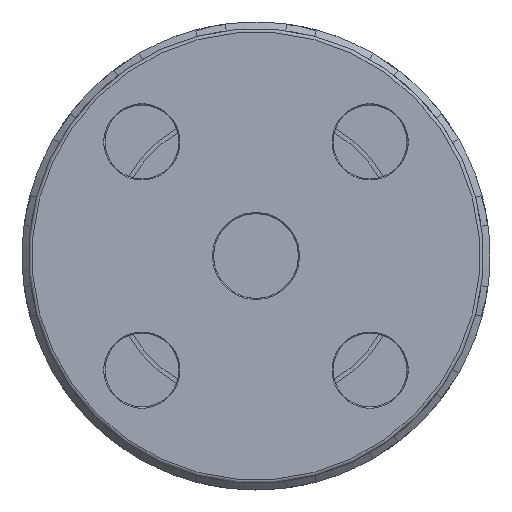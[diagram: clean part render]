
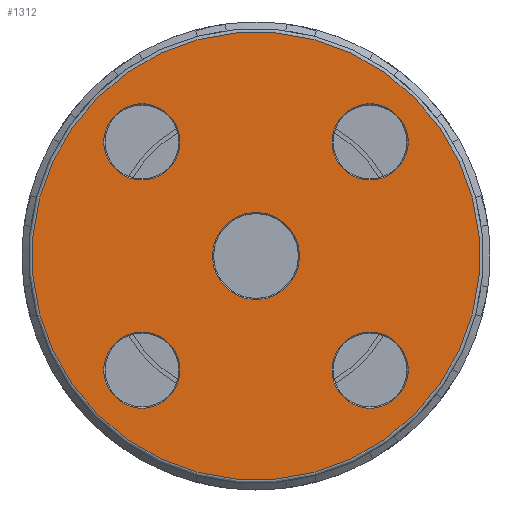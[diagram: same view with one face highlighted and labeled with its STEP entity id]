
A CAD part, front view. The second image highlights one B-rep face of the part: STEP entity #1312.
In plain terms, the highlighted planar face has unit normal (0, -1, 0).
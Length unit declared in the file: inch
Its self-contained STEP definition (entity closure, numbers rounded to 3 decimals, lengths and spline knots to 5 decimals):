
#1206=CARTESIAN_POINT('',(1.35057,-3.814,1.35057));
#1207=VERTEX_POINT('',#1206);
#1208=CARTESIAN_POINT('',(0.,-3.814,0.));
#1209=DIRECTION('',(0.,1.,0.));
#1210=DIRECTION('',(-0.707,0.,-0.707));
#1211=AXIS2_PLACEMENT_3D('',#1208,#1209,#1210);
#1212=CIRCLE('',#1211,1.91);
#1213=EDGE_CURVE('',#1207,#1207,#1212,.T.);
#1249=CARTESIAN_POINT('',(0.81353,-3.814,0.81353));
#1250=DIRECTION('',(0.0,-1.0,0.0));
#1251=DIRECTION('',(0.707,0.0,-0.707));
#1252=AXIS2_PLACEMENT_3D('',#1249,#1250,#1251);
#1253=PLANE('',#1252);
#1254=ORIENTED_EDGE('',*,*,#1213,.F.);
#1255=EDGE_LOOP('',(#1254));
#1256=FACE_OUTER_BOUND('',#1255,.T.);
#1257=CARTESIAN_POINT('',(-0.74246,-3.814,-1.20208));
#1258=VERTEX_POINT('',#1257);
#1259=CARTESIAN_POINT('',(-0.97227,-3.814,-0.97227));
#1260=DIRECTION('',(0.,-1.0,0.));
#1261=DIRECTION('',(-0.707,0.,0.707));
#1262=AXIS2_PLACEMENT_3D('',#1259,#1260,#1261);
#1263=CIRCLE('',#1262,0.325);
#1264=EDGE_CURVE('',#1258,#1258,#1263,.T.);
#1265=ORIENTED_EDGE('',*,*,#1264,.F.);
#1266=EDGE_LOOP('',(#1265));
#1267=FACE_BOUND('',#1266,.T.);
#1268=CARTESIAN_POINT('',(-1.20208,-3.814,0.74246));
#1269=VERTEX_POINT('',#1268);
#1270=CARTESIAN_POINT('',(-0.97227,-3.814,0.97227));
#1271=DIRECTION('',(0.,-1.0,0.));
#1272=DIRECTION('',(0.707,0.,0.707));
#1273=AXIS2_PLACEMENT_3D('',#1270,#1271,#1272);
#1274=CIRCLE('',#1273,0.325);
#1275=EDGE_CURVE('',#1269,#1269,#1274,.T.);
#1276=ORIENTED_EDGE('',*,*,#1275,.F.);
#1277=EDGE_LOOP('',(#1276));
#1278=FACE_BOUND('',#1277,.T.);
#1279=CARTESIAN_POINT('',(0.74246,-3.814,1.20208));
#1280=VERTEX_POINT('',#1279);
#1281=CARTESIAN_POINT('',(0.97227,-3.814,0.97227));
#1282=DIRECTION('',(0.,-1.0,0.));
#1283=DIRECTION('',(0.707,0.,-0.707));
#1284=AXIS2_PLACEMENT_3D('',#1281,#1282,#1283);
#1285=CIRCLE('',#1284,0.325);
#1286=EDGE_CURVE('',#1280,#1280,#1285,.T.);
#1287=ORIENTED_EDGE('',*,*,#1286,.F.);
#1288=EDGE_LOOP('',(#1287));
#1289=FACE_BOUND('',#1288,.T.);
#1290=CARTESIAN_POINT('',(0.26234,-3.814,0.26234));
#1291=VERTEX_POINT('',#1290);
#1292=CARTESIAN_POINT('',(0.,-3.814,0.));
#1293=DIRECTION('',(0.,-1.0,0.));
#1294=DIRECTION('',(-0.707,0.,-0.707));
#1295=AXIS2_PLACEMENT_3D('',#1292,#1293,#1294);
#1296=CIRCLE('',#1295,0.371);
#1297=EDGE_CURVE('',#1291,#1291,#1296,.T.);
#1298=ORIENTED_EDGE('',*,*,#1297,.F.);
#1299=EDGE_LOOP('',(#1298));
#1300=FACE_BOUND('',#1299,.T.);
#1301=CARTESIAN_POINT('',(1.20208,-3.814,-0.74246));
#1302=VERTEX_POINT('',#1301);
#1303=CARTESIAN_POINT('',(0.97227,-3.814,-0.97227));
#1304=DIRECTION('',(0.,-1.0,0.));
#1305=DIRECTION('',(-0.707,0.,-0.707));
#1306=AXIS2_PLACEMENT_3D('',#1303,#1304,#1305);
#1307=CIRCLE('',#1306,0.325);
#1308=EDGE_CURVE('',#1302,#1302,#1307,.T.);
#1309=ORIENTED_EDGE('',*,*,#1308,.F.);
#1310=EDGE_LOOP('',(#1309));
#1311=FACE_BOUND('',#1310,.T.);
#1312=ADVANCED_FACE('',(#1256,#1267,#1278,#1289,#1300,#1311),#1253,.T.);
